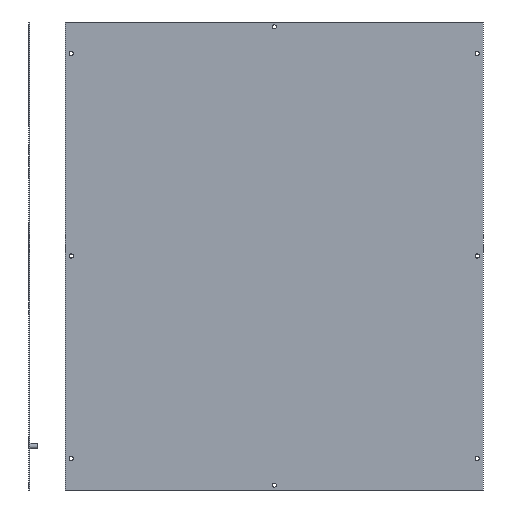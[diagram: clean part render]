
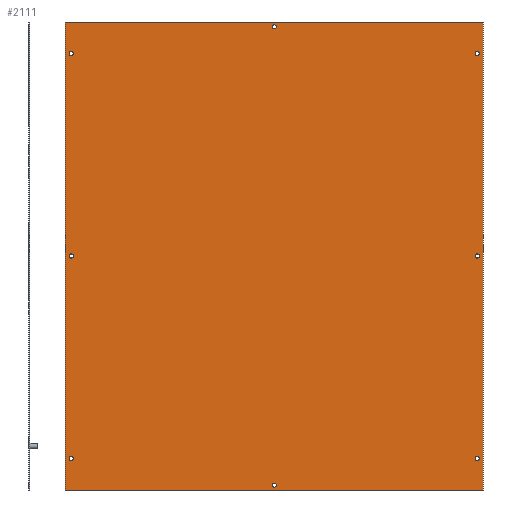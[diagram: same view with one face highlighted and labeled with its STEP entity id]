
A CAD part, left-side view. The second image highlights one B-rep face of the part: STEP entity #2111.
In plain terms, the highlighted planar face has unit normal (-1, 0, 0).
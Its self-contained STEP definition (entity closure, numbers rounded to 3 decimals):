
#53=FACE_BOUND('',#371,.T.);
#54=FACE_BOUND('',#372,.T.);
#55=FACE_BOUND('',#373,.T.);
#56=FACE_BOUND('',#374,.T.);
#57=FACE_BOUND('',#375,.T.);
#58=FACE_BOUND('',#376,.T.);
#59=FACE_BOUND('',#377,.T.);
#60=FACE_BOUND('',#378,.T.);
#136=PLANE('',#2290);
#223=FACE_OUTER_BOUND('',#370,.T.);
#370=EDGE_LOOP('',(#1632,#1633,#1634,#1635));
#371=EDGE_LOOP('',(#1636));
#372=EDGE_LOOP('',(#1637));
#373=EDGE_LOOP('',(#1638));
#374=EDGE_LOOP('',(#1639));
#375=EDGE_LOOP('',(#1640));
#376=EDGE_LOOP('',(#1641));
#377=EDGE_LOOP('',(#1642));
#378=EDGE_LOOP('',(#1643));
#545=LINE('',#3224,#728);
#547=LINE('',#3228,#730);
#550=LINE('',#3233,#733);
#551=LINE('',#3235,#734);
#728=VECTOR('',#2637,10.);
#730=VECTOR('',#2641,10.);
#733=VECTOR('',#2646,10.);
#734=VECTOR('',#2649,10.);
#904=CIRCLE('',#2263,1.75);
#906=CIRCLE('',#2266,1.75);
#908=CIRCLE('',#2269,1.75);
#910=CIRCLE('',#2272,1.75);
#912=CIRCLE('',#2275,1.75);
#914=CIRCLE('',#2278,1.75);
#916=CIRCLE('',#2281,1.75);
#918=CIRCLE('',#2284,1.75);
#1014=VERTEX_POINT('',#3166);
#1016=VERTEX_POINT('',#3172);
#1018=VERTEX_POINT('',#3178);
#1020=VERTEX_POINT('',#3184);
#1022=VERTEX_POINT('',#3190);
#1024=VERTEX_POINT('',#3196);
#1026=VERTEX_POINT('',#3202);
#1028=VERTEX_POINT('',#3208);
#1033=VERTEX_POINT('',#3221);
#1034=VERTEX_POINT('',#3223);
#1035=VERTEX_POINT('',#3227);
#1036=VERTEX_POINT('',#3231);
#1226=EDGE_CURVE('',#1014,#1014,#904,.T.);
#1229=EDGE_CURVE('',#1016,#1016,#906,.T.);
#1232=EDGE_CURVE('',#1018,#1018,#908,.T.);
#1235=EDGE_CURVE('',#1020,#1020,#910,.T.);
#1238=EDGE_CURVE('',#1022,#1022,#912,.T.);
#1241=EDGE_CURVE('',#1024,#1024,#914,.T.);
#1244=EDGE_CURVE('',#1026,#1026,#916,.T.);
#1247=EDGE_CURVE('',#1028,#1028,#918,.T.);
#1253=EDGE_CURVE('',#1033,#1034,#545,.T.);
#1255=EDGE_CURVE('',#1034,#1035,#547,.T.);
#1258=EDGE_CURVE('',#1036,#1033,#550,.T.);
#1259=EDGE_CURVE('',#1035,#1036,#551,.T.);
#1632=ORIENTED_EDGE('',*,*,#1255,.F.);
#1633=ORIENTED_EDGE('',*,*,#1253,.F.);
#1634=ORIENTED_EDGE('',*,*,#1258,.F.);
#1635=ORIENTED_EDGE('',*,*,#1259,.F.);
#1636=ORIENTED_EDGE('',*,*,#1226,.T.);
#1637=ORIENTED_EDGE('',*,*,#1229,.T.);
#1638=ORIENTED_EDGE('',*,*,#1232,.T.);
#1639=ORIENTED_EDGE('',*,*,#1235,.T.);
#1640=ORIENTED_EDGE('',*,*,#1238,.T.);
#1641=ORIENTED_EDGE('',*,*,#1241,.T.);
#1642=ORIENTED_EDGE('',*,*,#1244,.T.);
#1643=ORIENTED_EDGE('',*,*,#1247,.T.);
#2111=ADVANCED_FACE('',(#223,#53,#54,#55,#56,#57,#58,#59,#60),#136,.F.);
#2263=AXIS2_PLACEMENT_3D('',#3168,#2577,#2578);
#2266=AXIS2_PLACEMENT_3D('',#3174,#2584,#2585);
#2269=AXIS2_PLACEMENT_3D('',#3180,#2591,#2592);
#2272=AXIS2_PLACEMENT_3D('',#3186,#2598,#2599);
#2275=AXIS2_PLACEMENT_3D('',#3192,#2605,#2606);
#2278=AXIS2_PLACEMENT_3D('',#3198,#2612,#2613);
#2281=AXIS2_PLACEMENT_3D('',#3204,#2619,#2620);
#2284=AXIS2_PLACEMENT_3D('',#3210,#2626,#2627);
#2290=AXIS2_PLACEMENT_3D('',#3236,#2650,#2651);
#2577=DIRECTION('center_axis',(1.,0.,0.));
#2578=DIRECTION('ref_axis',(0.,1.,0.));
#2584=DIRECTION('center_axis',(1.,0.,0.));
#2585=DIRECTION('ref_axis',(0.,1.,0.));
#2591=DIRECTION('center_axis',(1.,0.,0.));
#2592=DIRECTION('ref_axis',(0.,1.,0.));
#2598=DIRECTION('center_axis',(1.,0.,0.));
#2599=DIRECTION('ref_axis',(0.,1.,0.));
#2605=DIRECTION('center_axis',(1.,0.,0.));
#2606=DIRECTION('ref_axis',(0.,1.,0.));
#2612=DIRECTION('center_axis',(1.,0.,0.));
#2613=DIRECTION('ref_axis',(0.,1.,0.));
#2619=DIRECTION('center_axis',(1.,0.,0.));
#2620=DIRECTION('ref_axis',(0.,1.,0.));
#2626=DIRECTION('center_axis',(1.,0.,0.));
#2627=DIRECTION('ref_axis',(0.,1.,0.));
#2637=DIRECTION('',(0.,0.,1.));
#2641=DIRECTION('',(0.,-1.,0.));
#2646=DIRECTION('',(0.,1.,0.));
#2649=DIRECTION('',(0.,0.,-1.));
#2650=DIRECTION('center_axis',(1.,0.,0.));
#2651=DIRECTION('ref_axis',(0.,0.,-1.));
#3166=CARTESIAN_POINT('',(-378.,347.25,192.5));
#3168=CARTESIAN_POINT('Origin',(-378.,349.,192.5));
#3172=CARTESIAN_POINT('',(-378.,347.25,359.));
#3174=CARTESIAN_POINT('Origin',(-378.,349.,359.));
#3178=CARTESIAN_POINT('',(-378.,347.25,26.));
#3180=CARTESIAN_POINT('Origin',(-378.,349.,26.));
#3184=CARTESIAN_POINT('',(-378.,180.25,381.));
#3186=CARTESIAN_POINT('Origin',(-378.,182.,381.));
#3190=CARTESIAN_POINT('',(-378.,180.25,4.));
#3192=CARTESIAN_POINT('Origin',(-378.,182.,4.));
#3196=CARTESIAN_POINT('',(-378.,13.25,359.));
#3198=CARTESIAN_POINT('Origin',(-378.,15.,359.));
#3202=CARTESIAN_POINT('',(-378.,13.25,26.));
#3204=CARTESIAN_POINT('Origin',(-378.,15.,26.));
#3208=CARTESIAN_POINT('',(-378.,13.25,192.5));
#3210=CARTESIAN_POINT('Origin',(-378.,15.,192.5));
#3221=CARTESIAN_POINT('',(-378.,354.,0.));
#3223=CARTESIAN_POINT('',(-378.,354.,385.));
#3224=CARTESIAN_POINT('',(-378.,354.,0.));
#3227=CARTESIAN_POINT('',(-378.,10.,385.));
#3228=CARTESIAN_POINT('',(-378.,354.,385.));
#3231=CARTESIAN_POINT('',(-378.,10.,0.));
#3233=CARTESIAN_POINT('',(-378.,10.,0.));
#3235=CARTESIAN_POINT('',(-378.,10.,385.));
#3236=CARTESIAN_POINT('Origin',(-378.,182.,192.5));
